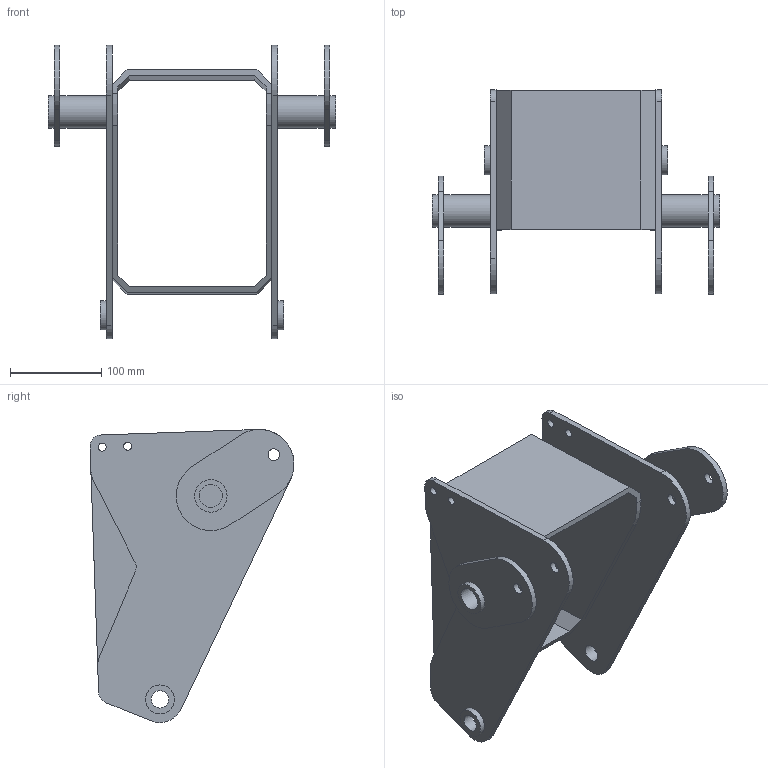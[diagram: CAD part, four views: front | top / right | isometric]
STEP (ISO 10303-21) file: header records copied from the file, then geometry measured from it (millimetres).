
FILE_DESCRIPTION( ( '' ), ' ' );
FILE_NAME( '5de781e0f078021554d3a463.step', '2019-12-04T09:52:32', ( '' ), ( '' ), ' ', ' ', ' ' );
FILE_SCHEMA( ( 'AUTOMOTIVE_DESIGN { 1 0 10303 214 1 1 1 1 }' ) );
Length unit declared in the file: metre
Products named in the file (1): Part 2
Bounding box: 315 x 223.68 x 321.43 mm (x, y, z)
Volume: 1268522.6 mm3; surface area: 361584 mm2
Topology: 1 solids, 1 shells, 89 faces, 230 edges, 152 vertices
Faces by surface type: plane 51, cylinder 38
Full cylindrical faces by diameter (mm): 8.89 x4, 12.7 x4, 19.05 x2, 25.4 x2, 31.75 x2, 35.56 x4
Entity records: 3414 total; most frequent: DIRECTION 472, CARTESIAN_POINT 454, ORIENTED_EDGE 424, EDGE_CURVE 212, AXIS2_PLACEMENT_3D 170, VERTEX_POINT 152, EDGE_LOOP 138, LINE 132
